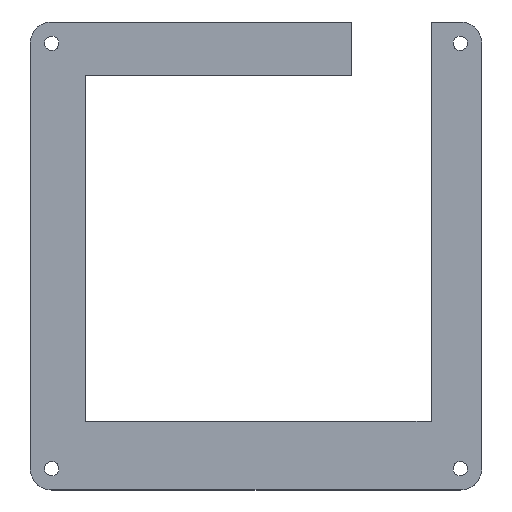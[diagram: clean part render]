
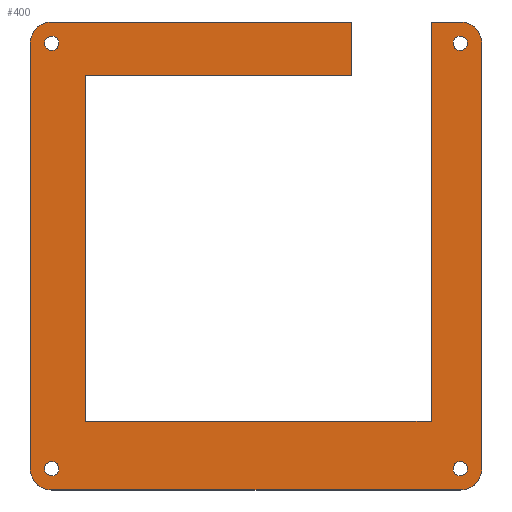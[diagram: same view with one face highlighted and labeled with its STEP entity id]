
A CAD part, top view. The second image highlights one B-rep face of the part: STEP entity #400.
In plain terms, the highlighted planar face has unit normal (0, 0, 1).
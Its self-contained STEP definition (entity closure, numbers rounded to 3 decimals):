
#27=FACE_BOUND('',#91,.T.);
#28=FACE_BOUND('',#92,.T.);
#29=FACE_BOUND('',#93,.T.);
#30=FACE_BOUND('',#94,.T.);
#39=CIRCLE('',#429,5.);
#40=CIRCLE('',#432,5.);
#41=CIRCLE('',#435,5.);
#42=CIRCLE('',#438,5.);
#43=CIRCLE('',#441,1.7);
#44=CIRCLE('',#443,1.7);
#45=CIRCLE('',#445,1.7);
#46=CIRCLE('',#447,1.7);
#66=FACE_OUTER_BOUND('',#90,.T.);
#90=EDGE_LOOP('',(#351,#352,#353,#354,#355,#356,#357,#358,#359,#360,#361,
#362,#363,#364));
#91=EDGE_LOOP('',(#365));
#92=EDGE_LOOP('',(#366));
#93=EDGE_LOOP('',(#367));
#94=EDGE_LOOP('',(#368));
#97=LINE('',#571,#135);
#109=LINE('',#610,#147);
#111=LINE('',#614,#149);
#113=LINE('',#618,#151);
#117=LINE('',#628,#155);
#120=LINE('',#636,#158);
#123=LINE('',#644,#161);
#126=LINE('',#652,#164);
#131=LINE('',#670,#169);
#132=LINE('',#672,#170);
#135=VECTOR('',#457,10.);
#147=VECTOR('',#489,10.);
#149=VECTOR('',#493,10.);
#151=VECTOR('',#497,10.);
#155=VECTOR('',#507,10.);
#158=VECTOR('',#516,10.);
#161=VECTOR('',#525,10.);
#164=VECTOR('',#534,10.);
#169=VECTOR('',#557,10.);
#170=VECTOR('',#560,10.);
#173=VERTEX_POINT('',#568);
#174=VERTEX_POINT('',#570);
#191=VERTEX_POINT('',#608);
#192=VERTEX_POINT('',#612);
#193=VERTEX_POINT('',#616);
#194=VERTEX_POINT('',#620);
#195=VERTEX_POINT('',#621);
#196=VERTEX_POINT('',#626);
#197=VERTEX_POINT('',#630);
#198=VERTEX_POINT('',#634);
#199=VERTEX_POINT('',#638);
#200=VERTEX_POINT('',#642);
#201=VERTEX_POINT('',#646);
#202=VERTEX_POINT('',#647);
#203=VERTEX_POINT('',#654);
#204=VERTEX_POINT('',#658);
#205=VERTEX_POINT('',#662);
#206=VERTEX_POINT('',#666);
#209=EDGE_CURVE('',#174,#173,#97,.T.);
#229=EDGE_CURVE('',#173,#191,#109,.T.);
#231=EDGE_CURVE('',#191,#192,#111,.T.);
#233=EDGE_CURVE('',#192,#193,#113,.T.);
#234=EDGE_CURVE('',#194,#195,#39,.T.);
#238=EDGE_CURVE('',#194,#196,#117,.T.);
#239=EDGE_CURVE('',#197,#196,#40,.T.);
#242=EDGE_CURVE('',#197,#198,#120,.T.);
#243=EDGE_CURVE('',#199,#198,#41,.T.);
#246=EDGE_CURVE('',#199,#200,#123,.T.);
#247=EDGE_CURVE('',#201,#202,#42,.T.);
#250=EDGE_CURVE('',#193,#202,#126,.T.);
#251=EDGE_CURVE('',#203,#203,#43,.T.);
#253=EDGE_CURVE('',#204,#204,#44,.T.);
#255=EDGE_CURVE('',#205,#205,#45,.T.);
#257=EDGE_CURVE('',#206,#206,#46,.T.);
#259=EDGE_CURVE('',#201,#195,#131,.T.);
#260=EDGE_CURVE('',#200,#174,#132,.T.);
#351=ORIENTED_EDGE('',*,*,#229,.T.);
#352=ORIENTED_EDGE('',*,*,#231,.T.);
#353=ORIENTED_EDGE('',*,*,#233,.T.);
#354=ORIENTED_EDGE('',*,*,#250,.T.);
#355=ORIENTED_EDGE('',*,*,#247,.F.);
#356=ORIENTED_EDGE('',*,*,#259,.T.);
#357=ORIENTED_EDGE('',*,*,#234,.F.);
#358=ORIENTED_EDGE('',*,*,#238,.T.);
#359=ORIENTED_EDGE('',*,*,#239,.F.);
#360=ORIENTED_EDGE('',*,*,#242,.T.);
#361=ORIENTED_EDGE('',*,*,#243,.F.);
#362=ORIENTED_EDGE('',*,*,#246,.T.);
#363=ORIENTED_EDGE('',*,*,#260,.T.);
#364=ORIENTED_EDGE('',*,*,#209,.T.);
#365=ORIENTED_EDGE('',*,*,#257,.T.);
#366=ORIENTED_EDGE('',*,*,#255,.T.);
#367=ORIENTED_EDGE('',*,*,#253,.T.);
#368=ORIENTED_EDGE('',*,*,#251,.T.);
#380=PLANE('',#450);
#400=ADVANCED_FACE('',(#66,#27,#28,#29,#30),#380,.T.);
#429=AXIS2_PLACEMENT_3D('',#622,#500,#501);
#432=AXIS2_PLACEMENT_3D('',#631,#510,#511);
#435=AXIS2_PLACEMENT_3D('',#639,#519,#520);
#438=AXIS2_PLACEMENT_3D('',#648,#528,#529);
#441=AXIS2_PLACEMENT_3D('',#655,#537,#538);
#443=AXIS2_PLACEMENT_3D('',#659,#542,#543);
#445=AXIS2_PLACEMENT_3D('',#663,#547,#548);
#447=AXIS2_PLACEMENT_3D('',#667,#552,#553);
#450=AXIS2_PLACEMENT_3D('',#673,#561,#562);
#457=DIRECTION('',(-1.,0.,0.));
#489=DIRECTION('',(0.,1.,0.));
#493=DIRECTION('',(1.,0.,0.));
#497=DIRECTION('',(0.,1.,0.));
#500=DIRECTION('center_axis',(0.,0.,-1.));
#501=DIRECTION('ref_axis',(-0.707,-0.707,0.));
#507=DIRECTION('',(1.,0.,0.));
#510=DIRECTION('center_axis',(0.,0.,-1.));
#511=DIRECTION('ref_axis',(0.707,-0.707,0.));
#516=DIRECTION('',(0.,1.,0.));
#519=DIRECTION('center_axis',(0.,0.,-1.));
#520=DIRECTION('ref_axis',(0.707,0.707,0.));
#525=DIRECTION('',(-1.,0.,0.));
#528=DIRECTION('center_axis',(0.,0.,-1.));
#529=DIRECTION('ref_axis',(-0.707,0.707,0.));
#534=DIRECTION('',(-1.,0.,0.));
#537=DIRECTION('center_axis',(0.,0.,-1.));
#538=DIRECTION('ref_axis',(1.,0.,0.));
#542=DIRECTION('center_axis',(0.,0.,-1.));
#543=DIRECTION('ref_axis',(1.,0.,0.));
#547=DIRECTION('center_axis',(0.,0.,-1.));
#548=DIRECTION('ref_axis',(1.,0.,0.));
#552=DIRECTION('center_axis',(0.,0.,-1.));
#553=DIRECTION('ref_axis',(1.,0.,0.));
#557=DIRECTION('',(0.,-1.,0.));
#560=DIRECTION('',(0.,-1.,0.));
#561=DIRECTION('center_axis',(0.,0.,1.));
#562=DIRECTION('ref_axis',(1.,0.,0.));
#568=CARTESIAN_POINT('',(0.,-74.219,1.5));
#570=CARTESIAN_POINT('',(80.928,-74.219,1.5));
#571=CARTESIAN_POINT('',(60.448,-74.219,1.5));
#608=CARTESIAN_POINT('',(0.,6.571,1.5));
#610=CARTESIAN_POINT('',(0.,-76.2,1.5));
#612=CARTESIAN_POINT('',(62.428,6.571,1.5));
#614=CARTESIAN_POINT('',(19.984,6.571,1.5));
#616=CARTESIAN_POINT('',(62.428,19.179,1.5));
#618=CARTESIAN_POINT('',(62.428,-11.821,1.5));
#620=CARTESIAN_POINT('',(-7.843,-90.335,1.5));
#621=CARTESIAN_POINT('',(-12.843,-85.335,1.5));
#622=CARTESIAN_POINT('Origin',(-7.843,-85.335,1.5));
#626=CARTESIAN_POINT('',(87.778,-90.335,1.5));
#628=CARTESIAN_POINT('',(92.778,-90.335,1.5));
#630=CARTESIAN_POINT('',(92.778,-85.335,1.5));
#631=CARTESIAN_POINT('Origin',(87.778,-85.335,1.5));
#634=CARTESIAN_POINT('',(92.778,14.179,1.5));
#636=CARTESIAN_POINT('',(92.778,19.179,1.5));
#638=CARTESIAN_POINT('',(87.778,19.179,1.5));
#639=CARTESIAN_POINT('Origin',(87.778,14.179,1.5));
#642=CARTESIAN_POINT('',(80.928,19.179,1.5));
#644=CARTESIAN_POINT('',(-12.843,19.179,1.5));
#646=CARTESIAN_POINT('',(-12.843,14.179,1.5));
#647=CARTESIAN_POINT('',(-7.843,19.179,1.5));
#648=CARTESIAN_POINT('Origin',(-7.843,14.179,1.5));
#652=CARTESIAN_POINT('',(-12.843,19.179,1.5));
#654=CARTESIAN_POINT('',(86.078,14.179,1.5));
#655=CARTESIAN_POINT('Origin',(87.778,14.179,1.5));
#658=CARTESIAN_POINT('',(-9.543,14.179,1.5));
#659=CARTESIAN_POINT('Origin',(-7.843,14.179,1.5));
#662=CARTESIAN_POINT('',(-9.543,-85.335,1.5));
#663=CARTESIAN_POINT('Origin',(-7.843,-85.335,1.5));
#666=CARTESIAN_POINT('',(86.078,-85.335,1.5));
#667=CARTESIAN_POINT('Origin',(87.778,-85.335,1.5));
#670=CARTESIAN_POINT('',(-12.843,-90.335,1.5));
#672=CARTESIAN_POINT('',(80.928,-53.783,1.5));
#673=CARTESIAN_POINT('Origin',(39.968,-35.578,1.5));
